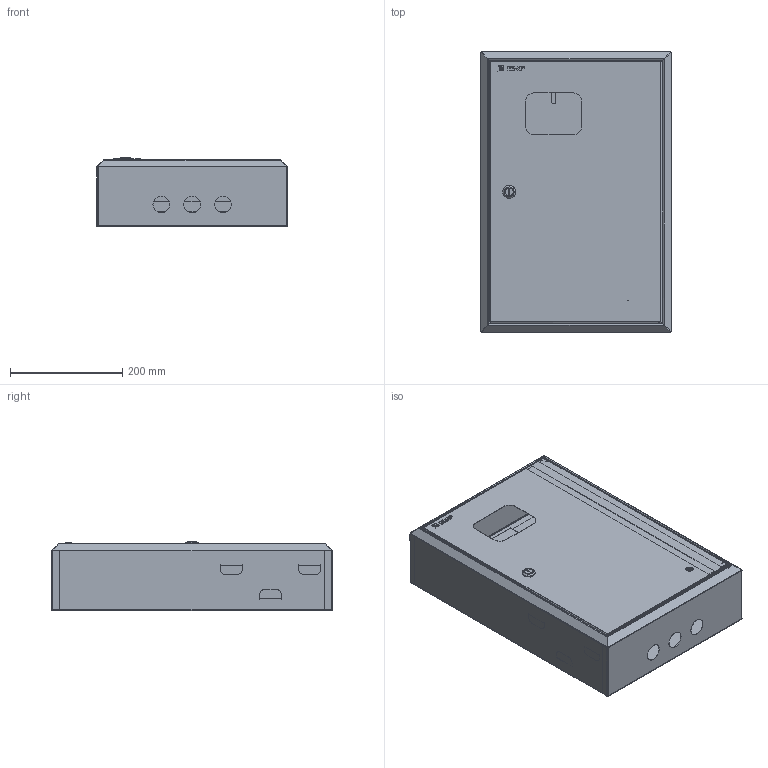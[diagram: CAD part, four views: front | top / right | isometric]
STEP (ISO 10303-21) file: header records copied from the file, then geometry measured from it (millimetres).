
FILE_DESCRIPTION (( 'STEP AP214' ), '1' );
FILE_NAME ('ﾙﾐﾓﾍ 3-18 ﾝ IP31 EKF ﾌﾈ-902.STEP', '2017-08-31T07:51:49', ( 'Admin' ), ( '' ), 'SwSTEP 2.0', 'SolidWorks 2017', '' );
FILE_SCHEMA (( 'AUTOMOTIVE_DESIGN' ));
Length unit declared in the file: millimetre
Products named in the file (36): Êðîíøòåéí 40õ40; Âíóòðåííåå òåëî çàìêà; ÌÈ-902.01.01.001 Ñòåíêà ïðàâàÿ; Ãàéêà; Ïðîêëàäêà ìåòàëëè÷åñêàÿ 2; ﾙﾐﾓﾍ 3-18 ﾝ IP31 EKF ﾌﾈ-902; pan head cross recess screw_din_ISO 7045 - M4 x 6 - Z --- 6N; DIN-ðåéêà 70ìì; Ïðîêëàäêà; cross ph tapping 968_din_Screw DIN 968-ST4.2x13-C-H-N; Washer 6402_3_gost_丐ｩ｡ 2 6 ヮ葬 6402-70; ÌÈ-902.04.00.000 Ïàíåëü íèæíÿÿ â ñáîðå; ÌÈ-902.04.00.001 Ïàíåëü íèæíÿÿ; ßçû÷îê 2; Ïðîêëàäêà ìåòàëëè÷åñêàÿ; ÌÈ-902.03.00.000 Ïàíåëü âåðõíÿÿ â ñáîðå; Òåëî çàìêà; ÌÈ-902.03.00.001 Ïàíåëü âåðõíÿÿ; Çàêëåïêà öèëèíäðè÷åñêàÿ Ì4 ÑÒ-Á ñ âíóòðåííåé ðåçüáîé_Œ8; Ïàíåëü ñ÷åò÷èêà 3õ ôàçíîãî ÌÈ-512.00.00.001; ﾌﾈ-902.02.00.001 ﾄ粢; ÌÈ-902.01.00.000 Êîðïóñ â ñáîðå; pan head cross recess screw_din_ISO 7045 - M4 x 16 - Z --- 16N; ÌÈ-902.01.02.000 Ñòåíêà çàäíÿÿ â ñáîðå; DIN-ðåéêà; ﾌﾈ-902.01.02.002 ﾊ煇鳫; hex flange nut_din_Hexagon Flange Nut DIN 6923 - M6 - N; Øïèëüêà îáìåäíåííàÿ Ì6õ20; ÌÈ-902.02.00.000 Äâåðü â ñáîðå; ÌÈ-902.01.02.001 Ñòåíêà çàäíÿÿ; 呧蜦 3D; ÌÈ-902.01.01.000 Ñòåíêà ïðàâàÿ â ñáîðå; ﾌﾈ-887.02.00.002 ﾐ裔; ﾌﾈ-900.01.02.002 ﾊ煇鳫; Çàìîê ïî÷òîâûé; Øïèëüêà Ì6õ12
Assembly tree (58 placements, depth 4):
  ﾙﾐﾓﾍ 3-18 ﾝ IP31 EKF ﾌﾈ-902
    ÌÈ-902.01.00.000 Êîðïóñ â ñáîðå
      ÌÈ-902.01.01.000 Ñòåíêà ïðàâàÿ â ñáîðå
        ÌÈ-902.01.01.001 Ñòåíêà ïðàâàÿ
        Êðîíøòåéí 40õ40  x4
        Øïèëüêà Ì6õ12
        ﾌﾈ-900.01.02.002 ﾊ煇鳫
      ÌÈ-902.01.02.000 Ñòåíêà çàäíÿÿ â ñáîðå
        ÌÈ-902.01.02.001 Ñòåíêà çàäíÿÿ
        Êðîíøòåéí 40õ40  x3
        Øïèëüêà îáìåäíåííàÿ Ì6õ20  x2
        ﾌﾈ-902.01.02.002 ﾊ煇鳫
    ÌÈ-902.02.00.000 Äâåðü â ñáîðå
      ﾌﾈ-902.02.00.001 ﾄ粢
      Øïèëüêà Ì6õ12
      Çàêëåïêà öèëèíäðè÷åñêàÿ Ì4 ÑÒ-Á ñ âíóòðåííåé ðåçüáîé_Œ8  x2
      Çàìîê ïî÷òîâûé
        Òåëî çàìêà
        Ïðîêëàäêà ìåòàëëè÷åñêàÿ
        Washer 6402_3_gost_丐ｩ｡ 2 6 ヮ葬 6402-70
        Ïðîêëàäêà
        pan head cross recess screw_din_ISO 7045 - M4 x 6 - Z --- 6N
        Ïðîêëàäêà ìåòàëëè÷åñêàÿ 2
        Ãàéêà
        Âíóòðåííåå òåëî çàìêà
        ßçû÷îê 2
      ﾌﾈ-887.02.00.002 ﾐ裔
      呧蜦 3D
    hex flange nut_din_Hexagon Flange Nut DIN 6923 - M6 - N  x4
    DIN-ðåéêà
    pan head cross recess screw_din_ISO 7045 - M4 x 16 - Z --- 16N  x2
    Ïàíåëü ñ÷åò÷èêà 3õ ôàçíîãî ÌÈ-512.00.00.001
    ÌÈ-902.03.00.000 Ïàíåëü âåðõíÿÿ â ñáîðå
      ÌÈ-902.03.00.001 Ïàíåëü âåðõíÿÿ
      Øïèëüêà Ì6õ12
    ÌÈ-902.04.00.000 Ïàíåëü íèæíÿÿ â ñáîðå
      ÌÈ-902.04.00.001 Ïàíåëü íèæíÿÿ
      Øïèëüêà Ì6õ12
    cross ph tapping 968_din_Screw DIN 968-ST4.2x13-C-H-N  x9
    DIN-ðåéêà 70ìì
Bounding box: 340 x 500 x 124.58 mm (x, y, z)
Volume: 571230.7 mm3; surface area: 1580869.4 mm2
Topology: 58 solids, 58 shells, 1739 faces, 4252 edges, 2656 vertices
Faces by surface type: plane 963, cylinder 454, bspline 160, cone 110, torus 28, sphere 24
Entity records: 37871 total; most frequent: CARTESIAN_POINT 9924, ORIENTED_EDGE 5304, DIRECTION 5278, EDGE_CURVE 2652, AXIS2_PLACEMENT_3D 1769, LINE 1740, VECTOR 1740, VERTEX_POINT 1639
